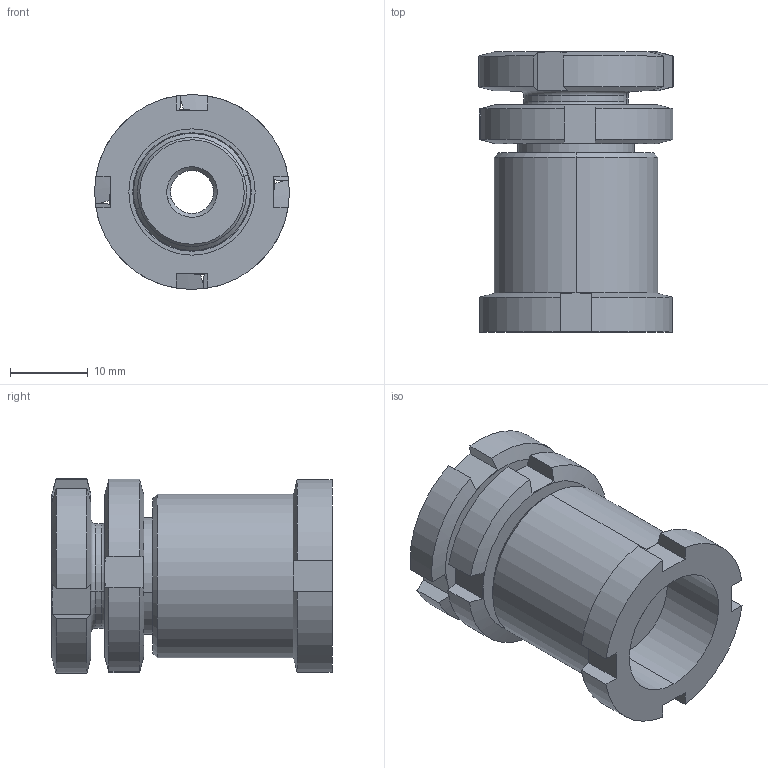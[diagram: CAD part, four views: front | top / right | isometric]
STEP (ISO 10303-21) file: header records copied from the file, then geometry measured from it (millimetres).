
FILE_DESCRIPTION (( 'STEP AP214' ), '1' );
FILE_NAME ('HVSK 15-5.5 0 A1.STEP', '2015-08-18T14:57:29', ( '' ), ( '' ), 'SwSTEP 2.0', 'SolidWorks 2015', '' );
FILE_SCHEMA (( 'AUTOMOTIVE_DESIGN' ));
Length unit declared in the file: millimetre
Products named in the file (4): HVS 15-5.5 1-0 A1; KM 15-0 A1; HVSK 15-5.5 0 A1; HVS 15 2-0 A1
Assembly tree (3 placements, depth 2):
  HVSK 15-5.5 0 A1
    HVS 15 2-0 A1
    HVS 15-5.5 1-0 A1
    KM 15-0 A1
Bounding box: 24.99 x 35.93 x 24.99 mm (x, y, z)
Volume: 10925.8 mm3; surface area: 7343.9 mm2
Topology: 3 solids, 3 shells, 122 faces, 286 edges, 172 vertices
Faces by surface type: plane 44, cone 42, cylinder 28, torus 8
Entity records: 3822 total; most frequent: CARTESIAN_POINT 886, ORIENTED_EDGE 572, DIRECTION 570, EDGE_CURVE 286, AXIS2_PLACEMENT_3D 236, VERTEX_POINT 172, EDGE_LOOP 130, ADVANCED_FACE 122
